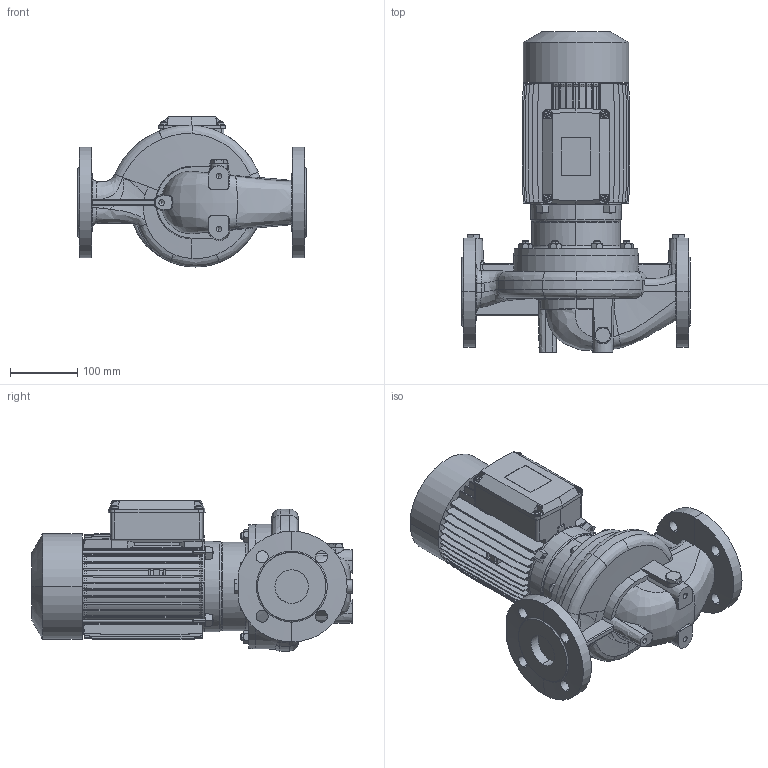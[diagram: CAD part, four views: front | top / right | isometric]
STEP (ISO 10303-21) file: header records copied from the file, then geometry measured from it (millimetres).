
FILE_DESCRIPTION (( 'STEP AP214' ), '1' );
FILE_NAME ('4_93_504_04_REV01.step', '2023-02-15T09:14:12', ( '' ), ( '' ), 'SwSTEP 2.0', 'SolidWorks 2020', '' );
FILE_SCHEMA (( 'AUTOMOTIVE_DESIGN' ));
Length unit declared in the file: millimetre
Products named in the file (1): 4_93_504_04_REV01
Bounding box: 340 x 477.21 x 223.54 mm (x, y, z)
Surface area: 852989.7 mm2 (no closed solid volume)
Topology: 0 solids, 3 shells, 1404 faces, 3869 edges, 2539 vertices
Faces by surface type: plane 751, bspline 245, cone 197, cylinder 195, sphere 8, torus 8
Entity records: 101950 total; most frequent: CARTESIAN_POINT 68825, ORIENTED_EDGE 7718, DIRECTION 5624, EDGE_CURVE 3861, VERTEX_POINT 2539, VECTOR 2030, LINE 2030, AXIS2_PLACEMENT_3D 1797
